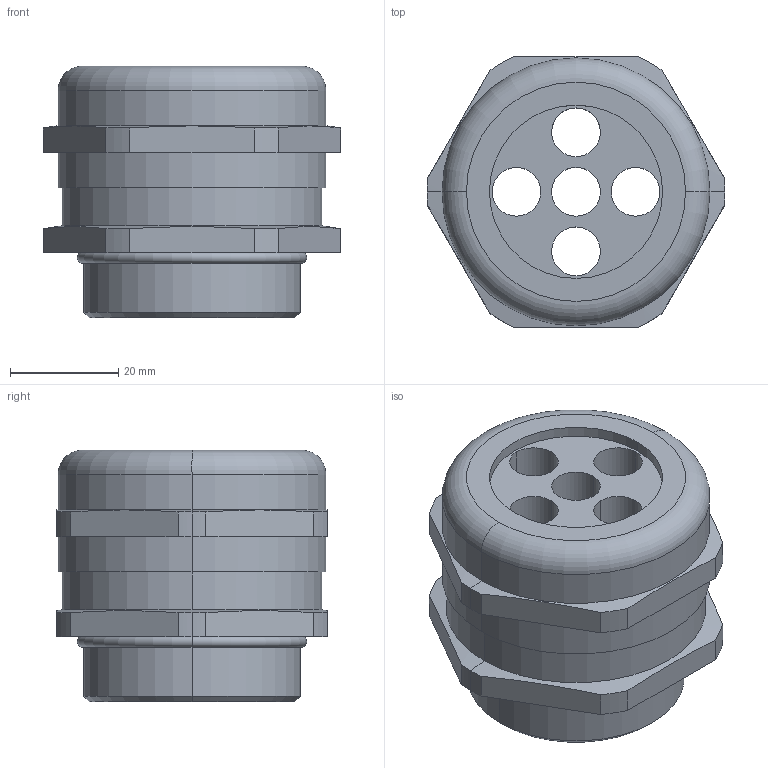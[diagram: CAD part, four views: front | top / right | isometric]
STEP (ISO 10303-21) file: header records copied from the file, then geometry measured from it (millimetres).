
FILE_DESCRIPTION (( 'STEP AP203' ), '1' );
FILE_NAME ('WNAM-M40_(5X9).STP', '2017-09-14T00:36:05', ( '微软用户' ), ( '微软中国' ), 'SwSTEP 2.0', 'SolidWorks 2012', '' );
FILE_SCHEMA (( 'CONFIG_CONTROL_DESIGN' ));
Length unit declared in the file: millimetre
Products named in the file (1): WNAM-M40_(5X9)
Bounding box: 55 x 50 x 46.5 mm (x, y, z)
Volume: 49771.2 mm3; surface area: 15969 mm2
Topology: 1 solids, 1 shells, 65 faces, 162 edges, 104 vertices
Faces by surface type: cylinder 36, plane 19, cone 6, torus 4
Entity records: 2087 total; most frequent: CARTESIAN_POINT 382, DIRECTION 366, ORIENTED_EDGE 324, EDGE_CURVE 162, AXIS2_PLACEMENT_3D 150, VERTEX_POINT 104, CIRCLE 84, EDGE_LOOP 80
